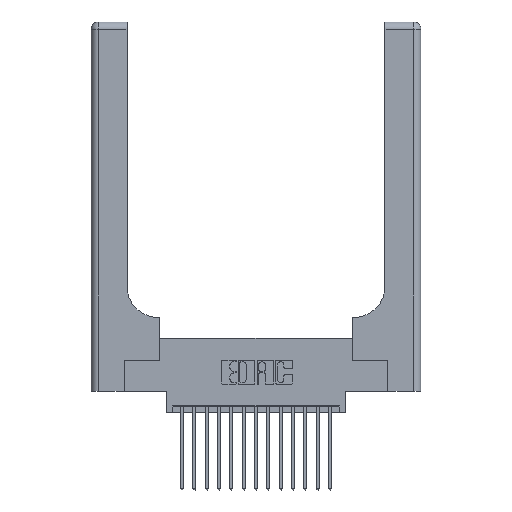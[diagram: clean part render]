
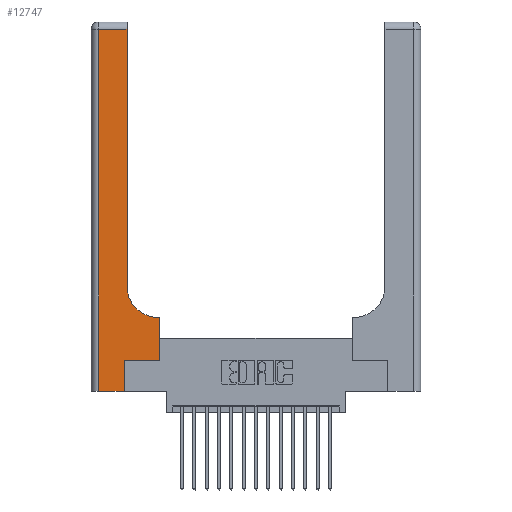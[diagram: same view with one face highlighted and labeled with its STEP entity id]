
A CAD part, top view. The second image highlights one B-rep face of the part: STEP entity #12747.
In plain terms, the highlighted planar face has unit normal (0, 0, 1).
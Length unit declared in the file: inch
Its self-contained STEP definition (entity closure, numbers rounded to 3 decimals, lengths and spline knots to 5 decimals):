
#956 = CARTESIAN_POINT ( 'NONE',  ( 0.269, 0., 0.37 ) ) ;
#1040 = VERTEX_POINT ( 'NONE', #8397 ) ;
#1406 = CARTESIAN_POINT ( 'NONE',  ( 0.2915, 3., 0.37 ) ) ;
#1473 = DIRECTION ( 'NONE',  ( 0., 1., 0. ) ) ;
#1549 = DIRECTION ( 'NONE',  ( 0., -1., 0. ) ) ;
#2058 = ORIENTED_EDGE ( 'NONE', *, *, #18613, .T. ) ;
#2178 = CARTESIAN_POINT ( 'NONE',  ( 0.2915, 0.6, 0.37 ) ) ;
#2220 = CARTESIAN_POINT ( 'NONE',  ( 0.2915, 2.94, 0.37 ) ) ;
#2388 = LINE ( 'NONE', #1406, #19306 ) ;
#2463 = CARTESIAN_POINT ( 'NONE',  ( 0., 2.94, 0.37 ) ) ;
#2659 = VERTEX_POINT ( 'NONE', #18386 ) ;
#2739 = EDGE_CURVE ( 'NONE', #13907, #2659, #11630, .T. ) ;
#3110 = CARTESIAN_POINT ( 'NONE',  ( 0.5415, 0.85, 0.37 ) ) ;
#3379 = ORIENTED_EDGE ( 'NONE', *, *, #12211, .T. ) ;
#3932 = AXIS2_PLACEMENT_3D ( 'NONE', #3110, #17993, #12065 ) ;
#4055 = LINE ( 'NONE', #7771, #19069 ) ;
#4979 = VERTEX_POINT ( 'NONE', #17437 ) ;
#4986 = EDGE_CURVE ( 'NONE', #4996, #4979, #18359, .T. ) ;
#4996 = VERTEX_POINT ( 'NONE', #15810 ) ;
#5117 = CIRCLE ( 'NONE', #3932, 0.25 ) ;
#5249 = DIRECTION ( 'NONE',  ( 0., 1., 0. ) ) ;
#5334 = DIRECTION ( 'NONE',  ( 0., 0., -1. ) ) ;
#5551 = VECTOR ( 'NONE', #15899, 39.37008 ) ;
#5594 = EDGE_CURVE ( 'NONE', #1040, #16257, #2388, .T. ) ;
#5710 = CARTESIAN_POINT ( 'NONE',  ( 0.5585, 0.25, 0.37 ) ) ;
#6012 = ORIENTED_EDGE ( 'NONE', *, *, #12420, .T. ) ;
#6025 = VERTEX_POINT ( 'NONE', #17331 ) ;
#6072 = EDGE_CURVE ( 'NONE', #16257, #6025, #14347, .T. ) ;
#6422 = DIRECTION ( 'NONE',  ( 1., 0., 0. ) ) ;
#7771 = CARTESIAN_POINT ( 'NONE',  ( 0.06, 3., 0.37 ) ) ;
#7805 = VECTOR ( 'NONE', #13385, 39.37008 ) ;
#7980 = ORIENTED_EDGE ( 'NONE', *, *, #11421, .T. ) ;
#8142 = VECTOR ( 'NONE', #17503, 39.37008 ) ;
#8397 = CARTESIAN_POINT ( 'NONE',  ( 0.2915, 0.85, 0.37 ) ) ;
#8916 = AXIS2_PLACEMENT_3D ( 'NONE', #9986, #5334, #15839 ) ;
#9493 = ORIENTED_EDGE ( 'NONE', *, *, #4986, .T. ) ;
#9986 = CARTESIAN_POINT ( 'NONE',  ( 0., 3., 0.37 ) ) ;
#10289 = CARTESIAN_POINT ( 'NONE',  ( 0.5585, 0.25, 0.37 ) ) ;
#10409 = CARTESIAN_POINT ( 'NONE',  ( 0.06, 0., 0.37 ) ) ;
#10602 = ORIENTED_EDGE ( 'NONE', *, *, #14093, .T. ) ;
#11027 = PLANE ( 'NONE',  #8916 ) ;
#11421 = EDGE_CURVE ( 'NONE', #17961, #4996, #16127, .T. ) ;
#11630 = LINE ( 'NONE', #2178, #5551 ) ;
#12065 = DIRECTION ( 'NONE',  ( 1., 0., 0. ) ) ;
#12135 = CARTESIAN_POINT ( 'NONE',  ( 0., 0., 0.37 ) ) ;
#12211 = EDGE_CURVE ( 'NONE', #4979, #19114, #13737, .T. ) ;
#12231 = DIRECTION ( 'NONE',  ( 1., 0., 0. ) ) ;
#12243 = ORIENTED_EDGE ( 'NONE', *, *, #5594, .T. ) ;
#12420 = EDGE_CURVE ( 'NONE', #19114, #13907, #16572, .T. ) ;
#12558 = VECTOR ( 'NONE', #12231, 39.37008 ) ;
#12747 = ADVANCED_FACE ( 'NONE', ( #14444 ), #11027, .F. ) ;
#12827 = EDGE_LOOP ( 'NONE', ( #12243, #16977, #10602, #7980, #9493, #3379, #6012, #17555, #2058 ) ) ;
#13385 = DIRECTION ( 'NONE',  ( -1., 0., 0. ) ) ;
#13737 = LINE ( 'NONE', #16723, #12558 ) ;
#13907 = VERTEX_POINT ( 'NONE', #18729 ) ;
#14093 = EDGE_CURVE ( 'NONE', #6025, #17961, #4055, .T. ) ;
#14347 = LINE ( 'NONE', #2463, #7805 ) ;
#14363 = VECTOR ( 'NONE', #5249, 39.37008 ) ;
#14444 = FACE_OUTER_BOUND ( 'NONE', #12827, .T. ) ;
#15810 = CARTESIAN_POINT ( 'NONE',  ( 0.269, 0., 0.37 ) ) ;
#15839 = DIRECTION ( 'NONE',  ( -1., 0., 0. ) ) ;
#15899 = DIRECTION ( 'NONE',  ( -1., 0., 0. ) ) ;
#16127 = LINE ( 'NONE', #12135, #16829 ) ;
#16257 = VERTEX_POINT ( 'NONE', #2220 ) ;
#16572 = LINE ( 'NONE', #5710, #8142 ) ;
#16723 = CARTESIAN_POINT ( 'NONE',  ( 0.269, 0.25, 0.37 ) ) ;
#16829 = VECTOR ( 'NONE', #6422, 39.37008 ) ;
#16977 = ORIENTED_EDGE ( 'NONE', *, *, #6072, .T. ) ;
#17331 = CARTESIAN_POINT ( 'NONE',  ( 0.06, 2.94, 0.37 ) ) ;
#17437 = CARTESIAN_POINT ( 'NONE',  ( 0.269, 0.25, 0.37 ) ) ;
#17503 = DIRECTION ( 'NONE',  ( 0., 1., 0. ) ) ;
#17555 = ORIENTED_EDGE ( 'NONE', *, *, #2739, .T. ) ;
#17961 = VERTEX_POINT ( 'NONE', #10409 ) ;
#17993 = DIRECTION ( 'NONE',  ( 0., 0., -1. ) ) ;
#18359 = LINE ( 'NONE', #956, #14363 ) ;
#18386 = CARTESIAN_POINT ( 'NONE',  ( 0.5415, 0.6, 0.37 ) ) ;
#18613 = EDGE_CURVE ( 'NONE', #2659, #1040, #5117, .T. ) ;
#18729 = CARTESIAN_POINT ( 'NONE',  ( 0.5585, 0.6, 0.37 ) ) ;
#19069 = VECTOR ( 'NONE', #1549, 39.37008 ) ;
#19114 = VERTEX_POINT ( 'NONE', #10289 ) ;
#19306 = VECTOR ( 'NONE', #1473, 39.37008 ) ;
